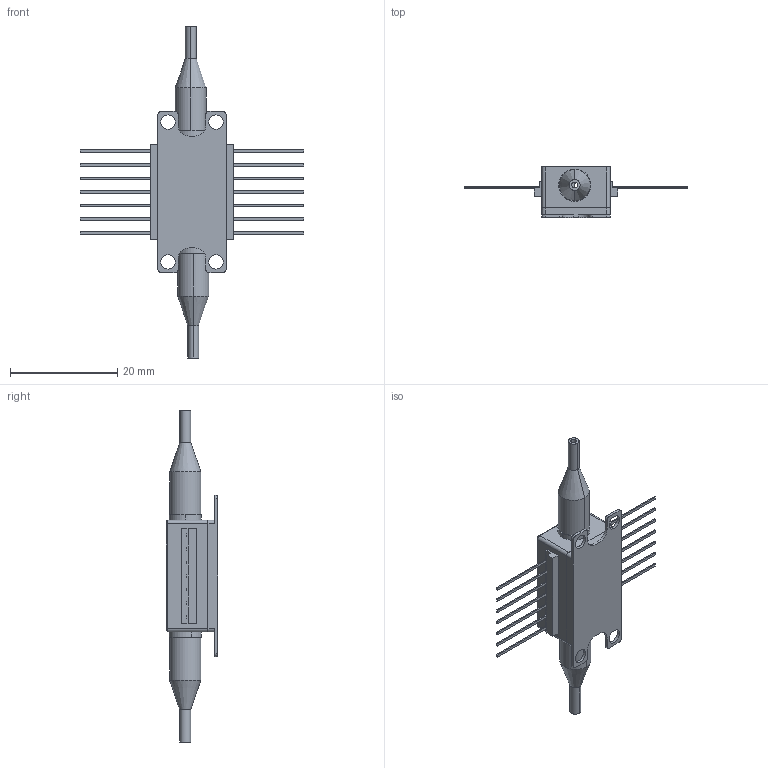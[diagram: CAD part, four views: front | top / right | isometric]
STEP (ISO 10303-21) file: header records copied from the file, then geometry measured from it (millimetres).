
FILE_DESCRIPTION (( 'STEP AP214' ), '1' );
FILE_NAME ('21467 BOA1137S.STEP', '2010-10-06T19:50:39', ( 'Admin' ), ( 'Thorlabs, Inc.' ), 'SwSTEP 2.0', 'SolidWorks 2009', '' );
FILE_SCHEMA (( 'AUTOMOTIVE_DESIGN' ));
Length unit declared in the file: millimetre
Products named in the file (1): 21467 BOA1137S
Bounding box: 41.6 x 9.5 x 61.8 mm (x, y, z)
Surface area: 2507.6 mm2 (no closed solid volume)
Topology: 0 solids, 23 shells, 268 faces, 873 edges, 594 vertices
Faces by surface type: plane 202, cylinder 48, bspline 14, cone 4
Entity records: 13932 total; most frequent: CARTESIAN_POINT 3494, DIRECTION 1457, ORIENTED_EDGE 1422, EDGE_CURVE 873, VECTOR 731, LINE 731, VERTEX_POINT 594, AXIS2_PLACEMENT_3D 363
